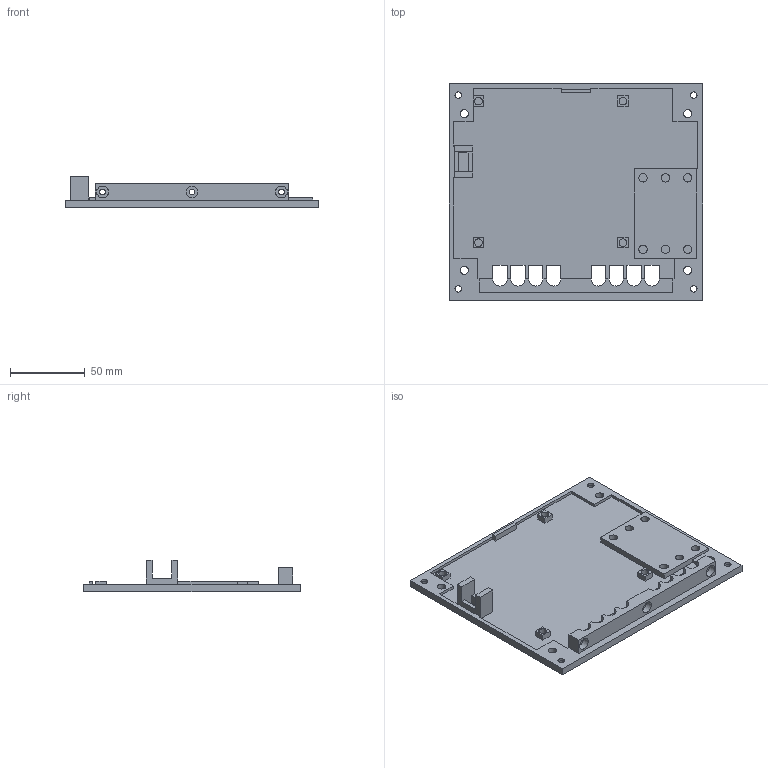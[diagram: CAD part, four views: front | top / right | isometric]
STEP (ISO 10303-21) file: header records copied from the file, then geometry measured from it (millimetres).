
FILE_DESCRIPTION(('FreeCAD Model'),'2;1');
FILE_NAME('ElectronicEnclosureBottom.stp','2012-12-30T00:28:52',('FreeCAD'),('FreeCAD'), 'Open CASCADE STEP processor 6.5','FreeCAD','Unknown');
FILE_SCHEMA(('AUTOMOTIVE_DESIGN_CC2 { 1 2 10303 214 -1 1 5 4 }'));
Length unit declared in the file: millimetre
Products named in the file (1): Open CASCADE STEP translator 6.5 3
Bounding box: 170 x 145 x 21 mm (x, y, z)
Volume: 99892 mm3; surface area: 60574.1 mm2
Topology: 1 solids, 1 shells, 153 faces, 412 edges, 274 vertices
Faces by surface type: plane 117, cylinder 36
Full cylindrical faces by diameter (mm): 4 x3, 4.4 x4, 5.2 x4, 5.6 x10, 8 x7
Entity records: 10301 total; most frequent: CARTESIAN_POINT 2123, DIRECTION 1473, LINE 961, VECTOR 961, ORIENTED_EDGE 824, PCURVE 824, DEFINITIONAL_REPRESENTATION 824, EDGE_CURVE 412
